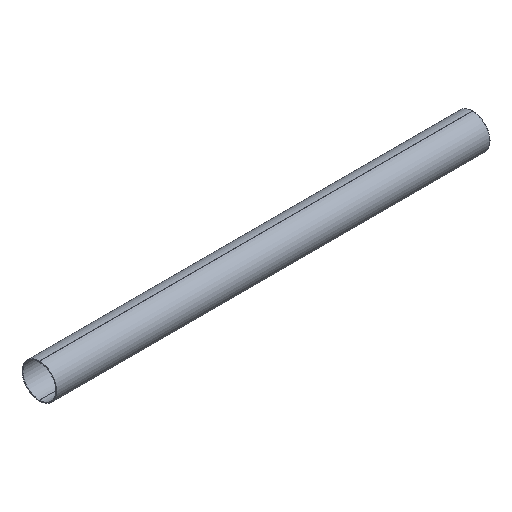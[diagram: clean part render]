
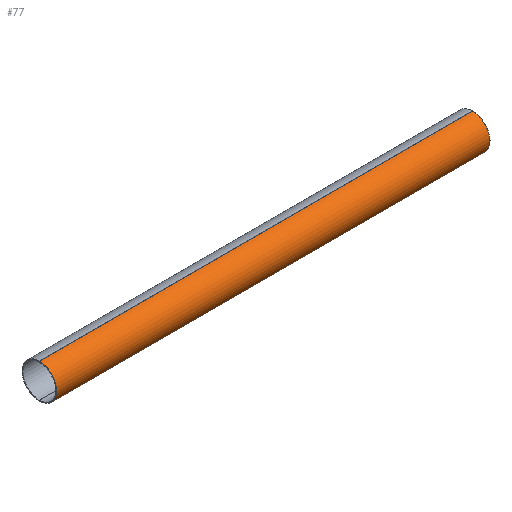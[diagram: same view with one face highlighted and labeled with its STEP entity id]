
A CAD part, isometric view. The second image highlights one B-rep face of the part: STEP entity #77.
In plain terms, the highlighted cylindrical face has radius 200 mm (diameter 400 mm), a partial arc.
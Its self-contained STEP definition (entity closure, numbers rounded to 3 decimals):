
#57 = EDGE_CURVE( '', #75, #81, #128, .T. );
#69 = VERTEX_POINT( '', #141 );
#73 = EDGE_CURVE( '', #87, #75, #145, .T. );
#75 = VERTEX_POINT( '', #147 );
#77 = ADVANCED_FACE( '', ( #149 ), #150, .T. );
#81 = VERTEX_POINT( '', #156 );
#83 = EDGE_CURVE( '', #81, #69, #158, .T. );
#87 = VERTEX_POINT( '', #162 );
#101 = EDGE_CURVE( '', #69, #87, #179, .T. );
#128 = CIRCLE( '', #199, 200. );
#141 = CARTESIAN_POINT( '', ( 5000., 0., -200. ) );
#145 = LINE( '', #219, #220 );
#147 = CARTESIAN_POINT( '', ( 0., 0., 200. ) );
#149 = FACE_OUTER_BOUND( '', #224, .T. );
#150 = CYLINDRICAL_SURFACE( '', #225, 200. );
#156 = CARTESIAN_POINT( '', ( 0., 0., -200. ) );
#158 = LINE( '', #234, #235 );
#162 = CARTESIAN_POINT( '', ( 5000., 0., 200. ) );
#179 = CIRCLE( '', #261, 200. );
#199 = AXIS2_PLACEMENT_3D( '', #275, #276, #277 );
#219 = CARTESIAN_POINT( '', ( 0., 0., 200. ) );
#220 = VECTOR( '', #296, 1. );
#224 = EDGE_LOOP( '', ( #298, #299, #300, #301 ) );
#225 = AXIS2_PLACEMENT_3D( '', #302, #303, #304 );
#234 = CARTESIAN_POINT( '', ( 0., 0., -200. ) );
#235 = VECTOR( '', #313, 1. );
#261 = AXIS2_PLACEMENT_3D( '', #337, #338, #339 );
#275 = CARTESIAN_POINT( '', ( 0., 0., 0. ) );
#276 = DIRECTION( '', ( 1., 0., 0. ) );
#277 = DIRECTION( '', ( 0., 0., -1. ) );
#296 = DIRECTION( '', ( -1., 0., 0. ) );
#298 = ORIENTED_EDGE( '', *, *, #83, .T. );
#299 = ORIENTED_EDGE( '', *, *, #101, .T. );
#300 = ORIENTED_EDGE( '', *, *, #73, .T. );
#301 = ORIENTED_EDGE( '', *, *, #57, .T. );
#302 = CARTESIAN_POINT( '', ( 0., 0., 0. ) );
#303 = DIRECTION( '', ( -1., 0., 0. ) );
#304 = DIRECTION( '', ( 0., 0., -1. ) );
#313 = DIRECTION( '', ( 1., 0., 0. ) );
#337 = CARTESIAN_POINT( '', ( 5000., 0., 0. ) );
#338 = DIRECTION( '', ( -1., 0., 0. ) );
#339 = DIRECTION( '', ( 0., 0., -1. ) );
